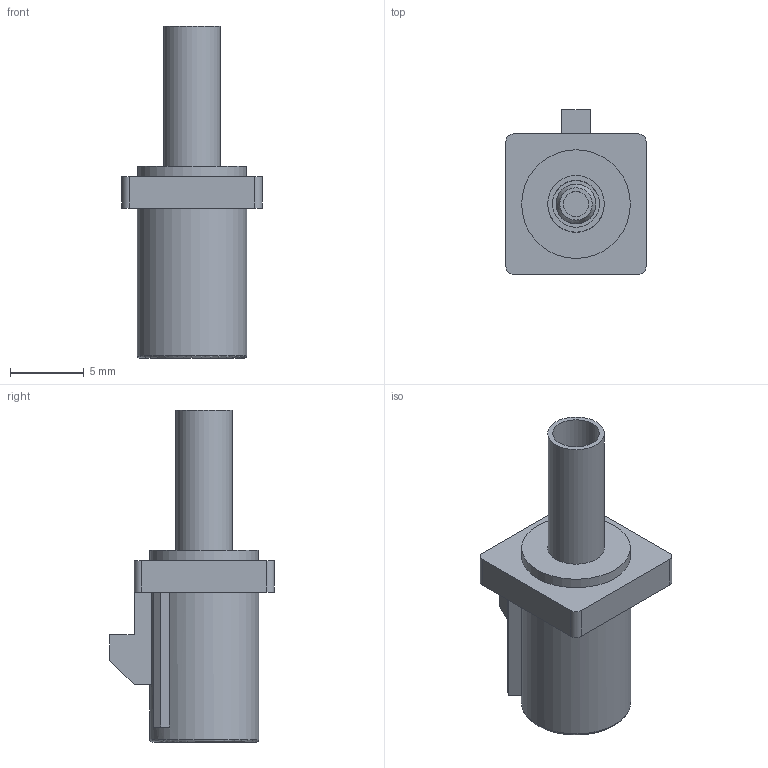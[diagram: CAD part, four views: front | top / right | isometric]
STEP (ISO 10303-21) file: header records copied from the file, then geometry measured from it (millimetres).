
FILE_DESCRIPTION (( 'STEP AP203' ), '1' );
FILE_NAME ('PE44647A_3D.step', '2021-03-09T16:24:30', ( '' ), ( '' ), 'SwSTEP 2.0', 'SolidWorks 2020', '' );
FILE_SCHEMA (( 'CONFIG_CONTROL_DESIGN' ));
Length unit declared in the file: inch
Products named in the file (1): PE44647A_3D
Bounding box: 9.5 x 11.15 x 22.5 mm (x, y, z)
Volume: 536.9 mm3; surface area: 1129.9 mm2
Topology: 3 solids, 3 shells, 65 faces, 141 edges, 91 vertices
Faces by surface type: plane 35, cylinder 20, cone 6, torus 4
Full cylindrical faces by diameter (mm): 0.48 x1, 0.5 x1, 0.6 x1, 0.94 x1, 1.02 x1, 1.2 x1, 1.7 x1, 2.032 x1, 2.7 x1, 3.073 x1, 3.175 x1, 3.302 x1, 3.835 x1, 6.401 x1, 7.366 x1, 7.417 x1
Entity records: 1729 total; most frequent: CARTESIAN_POINT 306, DIRECTION 292, ORIENTED_EDGE 222, AXIS2_PLACEMENT_3D 117, EDGE_CURVE 111, EDGE_LOOP 104, VERTEX_POINT 87, FACE_OUTER_BOUND 85
